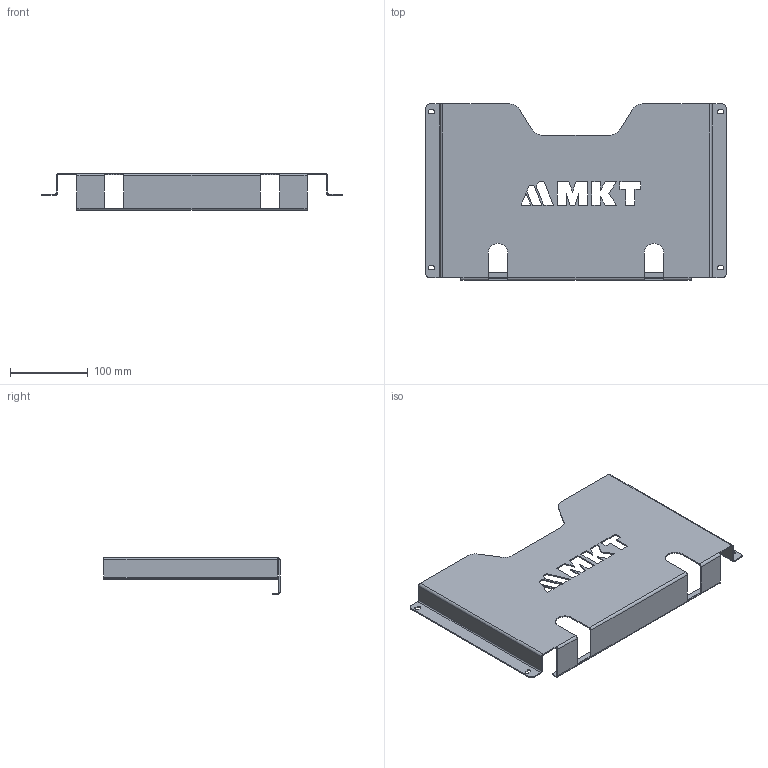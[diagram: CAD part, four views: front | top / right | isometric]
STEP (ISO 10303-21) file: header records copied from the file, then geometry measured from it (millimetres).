
FILE_DESCRIPTION (( 'STEP AP214' ), '1' );
FILE_NAME ('994.705.STEP', '2024-10-08T10:34:34', ( '' ), ( '' ), 'SwSTEP 2.0', 'SolidWorks 2021', '' );
FILE_SCHEMA (( 'AUTOMOTIVE_DESIGN' ));
Length unit declared in the file: millimetre
Products named in the file (1): 994.705
Bounding box: 385 x 226 x 47.4 mm (x, y, z)
Volume: 150739.5 mm3; surface area: 205000.2 mm2
Topology: 1 solids, 1 shells, 156 faces, 404 edges, 246 vertices
Faces by surface type: plane 118, cylinder 38
Entity records: 4726 total; most frequent: ORIENTED_EDGE 808, CARTESIAN_POINT 807, DIRECTION 794, EDGE_CURVE 404, VECTOR 328, LINE 328, VERTEX_POINT 246, AXIS2_PLACEMENT_3D 233
